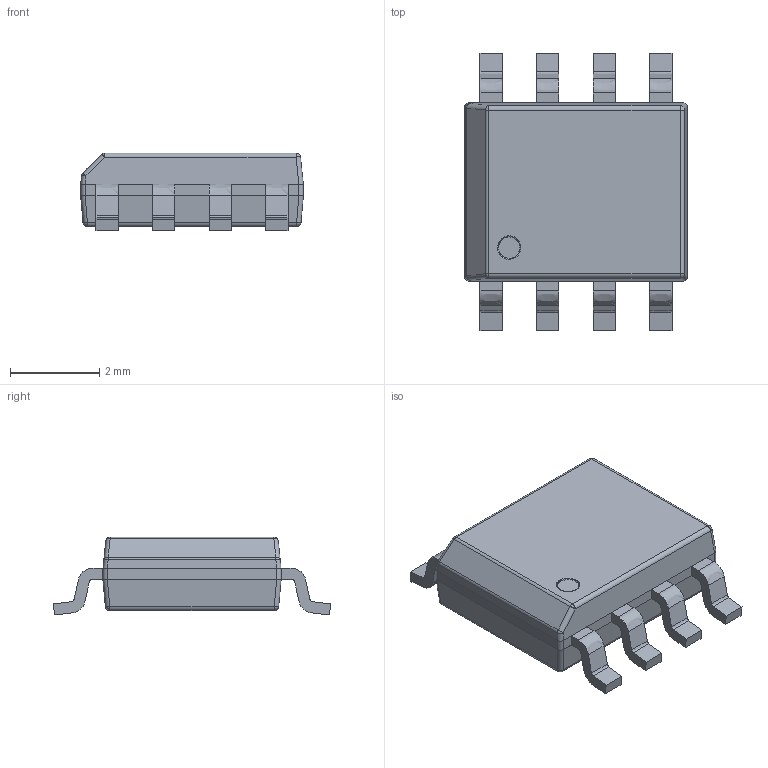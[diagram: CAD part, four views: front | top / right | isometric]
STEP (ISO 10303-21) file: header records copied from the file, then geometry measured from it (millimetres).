
FILE_DESCRIPTION (( 'STEP AP214' ), '1' );
FILE_NAME ('User Library-SOIC127P500X620X175-8.STEP', '2015-06-25T09:06:05', ( 'Windows User' ), ( '' ), 'SwSTEP 2.0', 'SolidWorks 2015', '' );
FILE_SCHEMA (( 'AUTOMOTIVE_DESIGN' ));
Length unit declared in the file: centimetre
Products named in the file (5): User Library-SOIC127P500X620X175-8_Pin110X105X50X25; User Library-SOIC127P500X620X175-8_G8_BODY_TOP; User Library-SOIC127P500X620X175-8_G8_BODY_MID; User Library-SOIC127P500X620X175-8_G8_BODY_BOT; User Library-SOIC127P500X620X175-8
Assembly tree (11 placements, depth 2):
  User Library-SOIC127P500X620X175-8
    User Library-SOIC127P500X620X175-8_G8_BODY_BOT
    User Library-SOIC127P500X620X175-8_G8_BODY_MID
    User Library-SOIC127P500X620X175-8_G8_BODY_TOP
    User Library-SOIC127P500X620X175-8_Pin110X105X50X25  x8
Bounding box: 5 x 6.23 x 1.75 mm (x, y, z)
Volume: 33.3 mm3; surface area: 165.9 mm2
Topology: 11 solids, 11 shells, 169 faces, 406 edges, 260 vertices
Faces by surface type: plane 100, bspline 46, cylinder 23
Entity records: 3517 total; most frequent: CARTESIAN_POINT 1033, DIRECTION 312, ORIENTED_EDGE 308, EDGE_CURVE 154, AXIS2_PLACEMENT_3D 111, VERTEX_POINT 92, LINE 90, VECTOR 90
